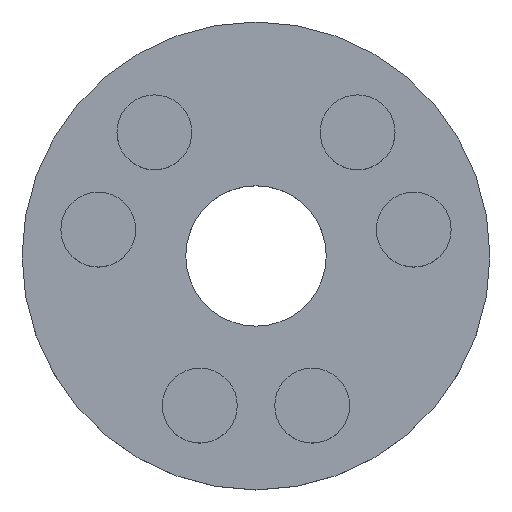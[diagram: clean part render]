
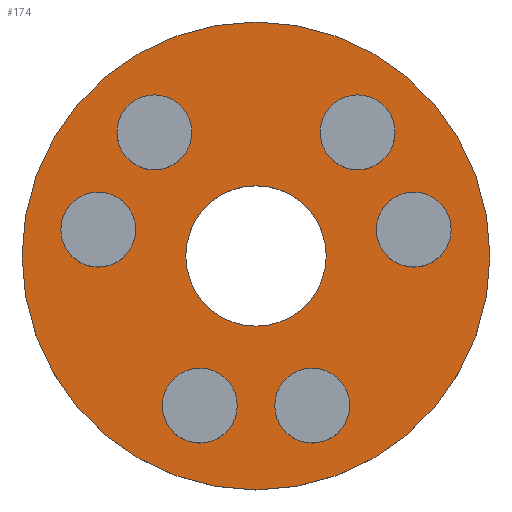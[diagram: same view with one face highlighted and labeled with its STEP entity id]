
A CAD part, top view. The second image highlights one B-rep face of the part: STEP entity #174.
In plain terms, the highlighted planar face has unit normal (0, 0, 1).
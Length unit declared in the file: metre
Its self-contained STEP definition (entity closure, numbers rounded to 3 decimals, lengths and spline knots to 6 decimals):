
#12=PLANE('',#207);
#24=ORIENTED_EDGE('',*,*,#56,.F.);
#25=ORIENTED_EDGE('',*,*,#57,.F.);
#26=ORIENTED_EDGE('',*,*,#58,.F.);
#27=ORIENTED_EDGE('',*,*,#59,.F.);
#28=ORIENTED_EDGE('',*,*,#60,.F.);
#29=ORIENTED_EDGE('',*,*,#61,.F.);
#30=ORIENTED_EDGE('',*,*,#52,.F.);
#31=ORIENTED_EDGE('',*,*,#54,.T.);
#52=EDGE_CURVE('',#68,#68,#84,.T.);
#54=EDGE_CURVE('',#70,#70,#86,.T.);
#56=EDGE_CURVE('',#72,#72,#88,.T.);
#57=EDGE_CURVE('',#73,#73,#89,.T.);
#58=EDGE_CURVE('',#74,#74,#90,.T.);
#59=EDGE_CURVE('',#75,#75,#91,.T.);
#60=EDGE_CURVE('',#76,#76,#92,.T.);
#61=EDGE_CURVE('',#77,#77,#93,.T.);
#68=VERTEX_POINT('',#302);
#70=VERTEX_POINT('',#307);
#72=VERTEX_POINT('',#312);
#73=VERTEX_POINT('',#314);
#74=VERTEX_POINT('',#316);
#75=VERTEX_POINT('',#318);
#76=VERTEX_POINT('',#320);
#77=VERTEX_POINT('',#322);
#84=CIRCLE('',#202,0.00375);
#86=CIRCLE('',#205,0.0125);
#88=CIRCLE('',#208,0.002);
#89=CIRCLE('',#209,0.002);
#90=CIRCLE('',#210,0.002);
#91=CIRCLE('',#211,0.002);
#92=CIRCLE('',#212,0.002);
#93=CIRCLE('',#213,0.002);
#104=EDGE_LOOP('',(#24));
#105=EDGE_LOOP('',(#25));
#106=EDGE_LOOP('',(#26));
#107=EDGE_LOOP('',(#27));
#108=EDGE_LOOP('',(#28));
#109=EDGE_LOOP('',(#29));
#110=EDGE_LOOP('',(#30));
#111=EDGE_LOOP('',(#31));
#136=FACE_BOUND('',#104,.T.);
#137=FACE_BOUND('',#105,.T.);
#138=FACE_BOUND('',#106,.T.);
#139=FACE_BOUND('',#107,.T.);
#140=FACE_BOUND('',#108,.T.);
#141=FACE_BOUND('',#109,.T.);
#142=FACE_BOUND('',#110,.T.);
#143=FACE_BOUND('',#111,.T.);
#174=ADVANCED_FACE('',(#136,#137,#138,#139,#140,#141,#142,#143),#12,.T.);
#202=AXIS2_PLACEMENT_3D('',#301,#237,#238);
#205=AXIS2_PLACEMENT_3D('',#306,#243,#244);
#207=AXIS2_PLACEMENT_3D('',#310,#247,#248);
#208=AXIS2_PLACEMENT_3D('',#311,#249,#250);
#209=AXIS2_PLACEMENT_3D('',#313,#251,#252);
#210=AXIS2_PLACEMENT_3D('',#315,#253,#254);
#211=AXIS2_PLACEMENT_3D('',#317,#255,#256);
#212=AXIS2_PLACEMENT_3D('',#319,#257,#258);
#213=AXIS2_PLACEMENT_3D('',#321,#259,#260);
#237=DIRECTION('',(0.,0.,1.));
#238=DIRECTION('',(1.,0.,0.));
#243=DIRECTION('',(0.,0.,1.));
#244=DIRECTION('',(1.,0.,0.));
#247=DIRECTION('',(0.,0.,1.));
#248=DIRECTION('',(1.,0.,0.));
#249=DIRECTION('',(0.,0.,1.));
#250=DIRECTION('',(1.,0.,0.));
#251=DIRECTION('',(0.,0.,1.));
#252=DIRECTION('',(1.,0.,0.));
#253=DIRECTION('',(0.,0.,1.));
#254=DIRECTION('',(1.,0.,0.));
#255=DIRECTION('',(0.,0.,1.));
#256=DIRECTION('',(1.,0.,0.));
#257=DIRECTION('',(0.,0.,1.));
#258=DIRECTION('',(1.,0.,0.));
#259=DIRECTION('',(0.,0.,1.));
#260=DIRECTION('',(1.,0.,0.));
#301=CARTESIAN_POINT('',(-0.050013,-0.036289,0.0025));
#302=CARTESIAN_POINT('',(-0.046263,-0.036289,0.0025));
#306=CARTESIAN_POINT('',(-0.050013,-0.036289,0.0025));
#307=CARTESIAN_POINT('',(-0.037513,-0.036289,0.0025));
#310=CARTESIAN_POINT('',(-0.050013,-0.036289,0.0025));
#311=CARTESIAN_POINT('',(-0.055441,-0.029691,0.0025));
#312=CARTESIAN_POINT('',(-0.053441,-0.029691,0.0025));
#313=CARTESIAN_POINT('',(-0.058441,-0.034888,0.0025));
#314=CARTESIAN_POINT('',(-0.056441,-0.034888,0.0025));
#315=CARTESIAN_POINT('',(-0.041585,-0.034888,0.0025));
#316=CARTESIAN_POINT('',(-0.039585,-0.034888,0.0025));
#317=CARTESIAN_POINT('',(-0.044585,-0.029691,0.0025));
#318=CARTESIAN_POINT('',(-0.042585,-0.029691,0.0025));
#319=CARTESIAN_POINT('',(-0.053013,-0.044289,0.0025));
#320=CARTESIAN_POINT('',(-0.051013,-0.044289,0.0025));
#321=CARTESIAN_POINT('',(-0.047013,-0.044289,0.0025));
#322=CARTESIAN_POINT('',(-0.045013,-0.044289,0.0025));
